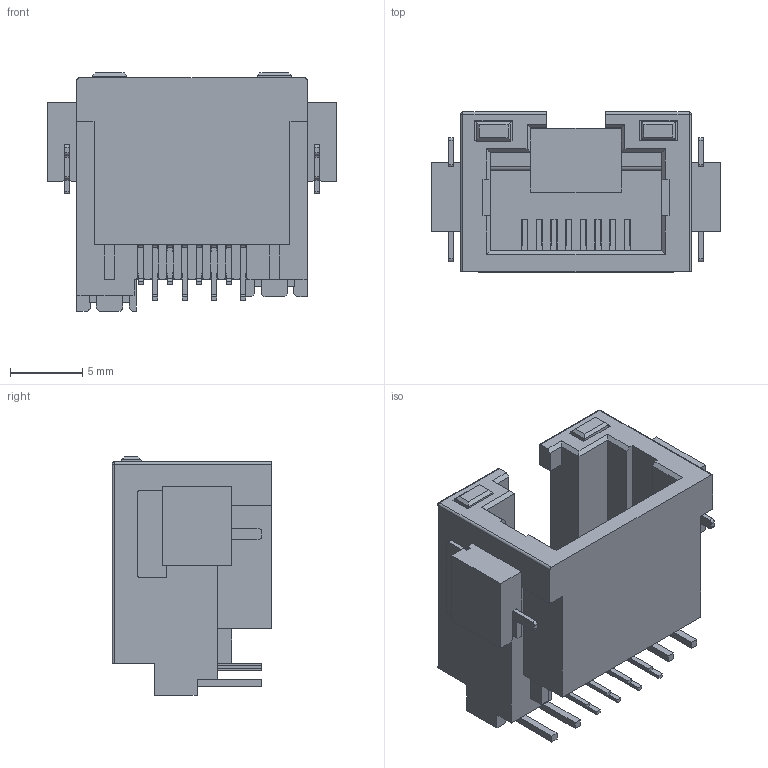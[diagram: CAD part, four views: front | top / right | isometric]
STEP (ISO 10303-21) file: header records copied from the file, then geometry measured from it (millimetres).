
FILE_DESCRIPTION((''),'2;1');
FILE_NAME('DGKYDCB281188JB1W5DB1075','2023-11-28T16:18:52',('Administrator'),(''),'CREO PARAMETRIC BY PTC INC, 2019010','CREO PARAMETRIC BY PTC INC, 2019010','');
FILE_SCHEMA(('CONFIG_CONTROL_DESIGN'));
Length unit declared in the file: millimetre
Products named in the file (1): DGKYDCB281188JB1W5DB1075
Bounding box: 20.1 x 11.1 x 16.53 mm (x, y, z)
Volume: 1175.4 mm3; surface area: 2688.1 mm2
Topology: 1 solids, 5 shells, 1391 faces, 3980 edges, 2539 vertices
Faces by surface type: plane 1075, cylinder 290, bspline 16, torus 8, sphere 2
Entity records: 45080 total; most frequent: CARTESIAN_POINT 8294, ORIENTED_EDGE 7960, DIRECTION 7366, EDGE_CURVE 3980, VECTOR 3280, LINE 3280, VERTEX_POINT 2539, AXIS2_PLACEMENT_3D 2043
